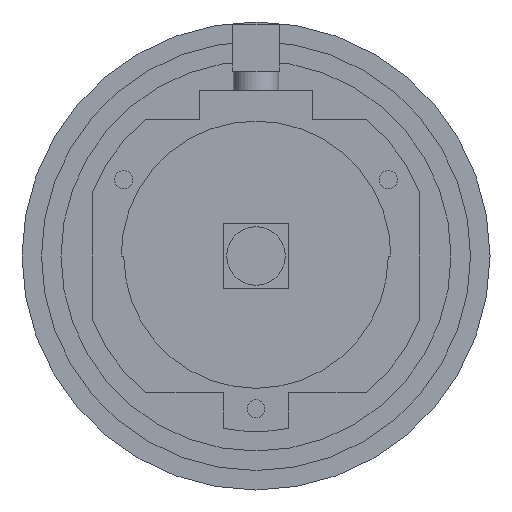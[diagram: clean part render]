
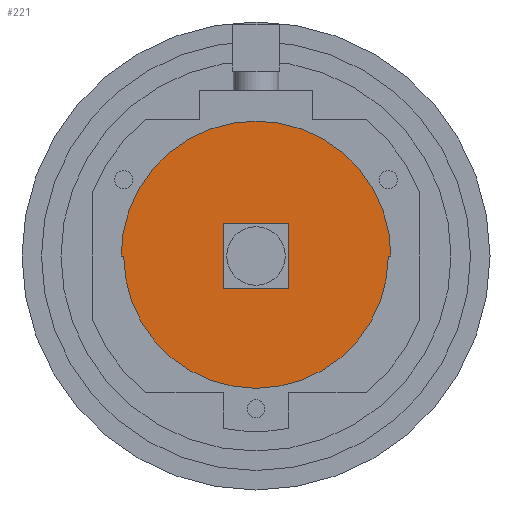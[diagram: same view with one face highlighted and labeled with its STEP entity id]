
A CAD part, left-side view. The second image highlights one B-rep face of the part: STEP entity #221.
In plain terms, the highlighted planar face has unit normal (-1, 0, 0).
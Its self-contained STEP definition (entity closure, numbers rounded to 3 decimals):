
#133=FACE_BOUND('',#357,.T.);
#134=FACE_BOUND('',#358,.T.);
#188=CIRCLE('',#999,40.7);
#189=CIRCLE('',#1000,41.5);
#221=ADVANCED_FACE('',(#133,#134),#260,.T.);
#260=PLANE('',#1001);
#357=EDGE_LOOP('',(#499,#500,#501,#502));
#358=EDGE_LOOP('',(#503,#504,#505,#506));
#499=ORIENTED_EDGE('',*,*,#745,.F.);
#500=ORIENTED_EDGE('',*,*,#746,.F.);
#501=ORIENTED_EDGE('',*,*,#747,.F.);
#502=ORIENTED_EDGE('',*,*,#748,.F.);
#503=ORIENTED_EDGE('',*,*,#749,.F.);
#504=ORIENTED_EDGE('',*,*,#750,.T.);
#505=ORIENTED_EDGE('',*,*,#751,.T.);
#506=ORIENTED_EDGE('',*,*,#752,.T.);
#653=VERTEX_POINT('',#1409);
#654=VERTEX_POINT('',#1410);
#655=VERTEX_POINT('',#1412);
#656=VERTEX_POINT('',#1414);
#657=VERTEX_POINT('',#1417);
#658=VERTEX_POINT('',#1418);
#659=VERTEX_POINT('',#1420);
#660=VERTEX_POINT('',#1422);
#745=EDGE_CURVE('',#653,#654,#829,.T.);
#746=EDGE_CURVE('',#655,#653,#830,.T.);
#747=EDGE_CURVE('',#656,#655,#831,.T.);
#748=EDGE_CURVE('',#654,#656,#832,.T.);
#749=EDGE_CURVE('',#657,#658,#188,.T.);
#750=EDGE_CURVE('',#657,#659,#833,.T.);
#751=EDGE_CURVE('',#659,#660,#189,.T.);
#752=EDGE_CURVE('',#660,#658,#834,.T.);
#829=LINE('',#1408,#905);
#830=LINE('',#1411,#906);
#831=LINE('',#1413,#907);
#832=LINE('',#1415,#908);
#833=LINE('',#1419,#909);
#834=LINE('',#1423,#910);
#905=VECTOR('',#1168,1.);
#906=VECTOR('',#1169,1.);
#907=VECTOR('',#1170,1.);
#908=VECTOR('',#1171,1.);
#909=VECTOR('',#1174,1.);
#910=VECTOR('',#1177,1.);
#999=AXIS2_PLACEMENT_3D('',#1416,#1172,#1173);
#1000=AXIS2_PLACEMENT_3D('',#1421,#1175,#1176);
#1001=AXIS2_PLACEMENT_3D('',#1424,#1178,#1179);
#1168=DIRECTION('',(0.,0.,1.));
#1169=DIRECTION('',(0.,-1.,0.));
#1170=DIRECTION('',(0.,0.,-1.));
#1171=DIRECTION('',(0.,1.,0.));
#1172=DIRECTION('',(1.,0.,0.));
#1173=DIRECTION('',(0.,0.,1.));
#1174=DIRECTION('',(0.,-1.,0.));
#1175=DIRECTION('',(-1.,0.,0.));
#1176=DIRECTION('',(0.,1.,0.));
#1177=DIRECTION('',(0.,-1.,0.));
#1178=DIRECTION('',(-1.,0.,0.));
#1179=DIRECTION('',(0.,0.,1.));
#1408=CARTESIAN_POINT('',(2146.,-925.908,192.843));
#1409=CARTESIAN_POINT('',(2146.,-925.908,192.843));
#1410=CARTESIAN_POINT('',(2146.,-925.908,212.843));
#1411=CARTESIAN_POINT('',(2146.,-905.908,192.843));
#1412=CARTESIAN_POINT('',(2146.,-905.908,192.843));
#1413=CARTESIAN_POINT('',(2146.,-905.908,212.843));
#1414=CARTESIAN_POINT('',(2146.,-905.908,212.843));
#1415=CARTESIAN_POINT('',(2146.,-925.908,212.843));
#1416=CARTESIAN_POINT('',(2146.,-915.908,202.843));
#1417=CARTESIAN_POINT('',(2146.,-956.608,202.843));
#1418=CARTESIAN_POINT('',(2146.,-875.208,202.843));
#1419=CARTESIAN_POINT('',(2146.,-874.408,202.843));
#1420=CARTESIAN_POINT('',(2146.,-957.408,202.843));
#1421=CARTESIAN_POINT('',(2146.,-915.908,202.843));
#1422=CARTESIAN_POINT('',(2146.,-874.408,202.843));
#1423=CARTESIAN_POINT('',(2146.,-874.408,202.843));
#1424=CARTESIAN_POINT('',(2146.,-915.908,202.843));
